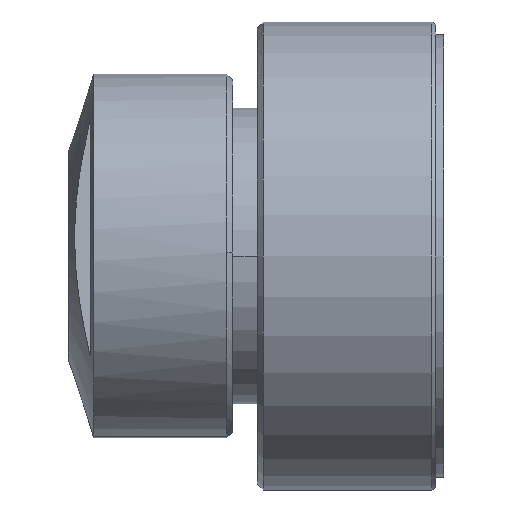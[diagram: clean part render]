
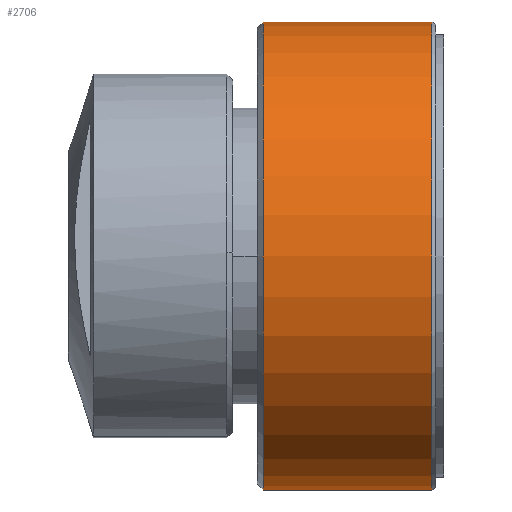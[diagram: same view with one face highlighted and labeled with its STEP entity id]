
A CAD part, left-side view. The second image highlights one B-rep face of the part: STEP entity #2706.
In plain terms, the highlighted cylindrical face has radius 60.325 mm (diameter 120.65 mm), a partial arc.
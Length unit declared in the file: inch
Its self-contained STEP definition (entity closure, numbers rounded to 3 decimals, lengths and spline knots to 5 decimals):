
#74 = VERTEX_POINT ( 'NONE', #1711 ) ;
#123 = EDGE_CURVE ( 'NONE', #2242, #74, #1870, .T. ) ;
#393 = CARTESIAN_POINT ( 'NONE',  ( 0., 1.833, 2.375 ) ) ;
#398 = DIRECTION ( 'NONE',  ( 0., 0., 1. ) ) ;
#570 = CARTESIAN_POINT ( 'NONE',  ( 0., 1.833, -2.375 ) ) ;
#617 = ORIENTED_EDGE ( 'NONE', *, *, #123, .T. ) ;
#836 = VERTEX_POINT ( 'NONE', #570 ) ;
#938 = AXIS2_PLACEMENT_3D ( 'NONE', #3331, #2050, #2834 ) ;
#1086 = CARTESIAN_POINT ( 'NONE',  ( 0., 2.57855, 2.375 ) ) ;
#1091 = CARTESIAN_POINT ( 'NONE',  ( 0., 0.123, -2.375 ) ) ;
#1180 = CARTESIAN_POINT ( 'NONE',  ( 0., 1.833, 0. ) ) ;
#1307 = DIRECTION ( 'NONE',  ( 0., 1., 0. ) ) ;
#1338 = ORIENTED_EDGE ( 'NONE', *, *, #3164, .T. ) ;
#1405 = CARTESIAN_POINT ( 'NONE',  ( 0., 2.57855, -2.375 ) ) ;
#1414 = EDGE_CURVE ( 'NONE', #74, #3391, #1593, .T. ) ;
#1447 = VECTOR ( 'NONE', #1307, 39.37008 ) ;
#1525 = DIRECTION ( 'NONE',  ( 0., 1., 0. ) ) ;
#1593 = LINE ( 'NONE', #1086, #1447 ) ;
#1711 = CARTESIAN_POINT ( 'NONE',  ( 0., 0.123, 2.375 ) ) ;
#1870 = CIRCLE ( 'NONE', #2042, 2.375 ) ;
#1920 = LINE ( 'NONE', #1405, #3188 ) ;
#1962 = AXIS2_PLACEMENT_3D ( 'NONE', #1180, #2300, #398 ) ;
#2042 = AXIS2_PLACEMENT_3D ( 'NONE', #2307, #1525, #2611 ) ;
#2050 = DIRECTION ( 'NONE',  ( 0., 1., 0. ) ) ;
#2242 = VERTEX_POINT ( 'NONE', #1091 ) ;
#2275 = ORIENTED_EDGE ( 'NONE', *, *, #3017, .F. ) ;
#2277 = FACE_OUTER_BOUND ( 'NONE', #2450, .T. ) ;
#2300 = DIRECTION ( 'NONE',  ( 0., -1., 0. ) ) ;
#2307 = CARTESIAN_POINT ( 'NONE',  ( 0., 0.123, 0. ) ) ;
#2408 = CIRCLE ( 'NONE', #1962, 2.375 ) ;
#2450 = EDGE_LOOP ( 'NONE', ( #2275, #617, #2929, #1338 ) ) ;
#2611 = DIRECTION ( 'NONE',  ( 0., 0., -1. ) ) ;
#2706 = ADVANCED_FACE ( 'NONE', ( #2277 ), #3345, .T. ) ;
#2834 = DIRECTION ( 'NONE',  ( 0., 0., 1. ) ) ;
#2929 = ORIENTED_EDGE ( 'NONE', *, *, #1414, .T. ) ;
#3017 = EDGE_CURVE ( 'NONE', #2242, #836, #1920, .T. ) ;
#3164 = EDGE_CURVE ( 'NONE', #3391, #836, #2408, .T. ) ;
#3188 = VECTOR ( 'NONE', #3295, 39.37008 ) ;
#3295 = DIRECTION ( 'NONE',  ( 0., 1., 0. ) ) ;
#3331 = CARTESIAN_POINT ( 'NONE',  ( 0., 2.57855, 0. ) ) ;
#3345 = CYLINDRICAL_SURFACE ( 'NONE', #938, 2.375 ) ;
#3391 = VERTEX_POINT ( 'NONE', #393 ) ;
